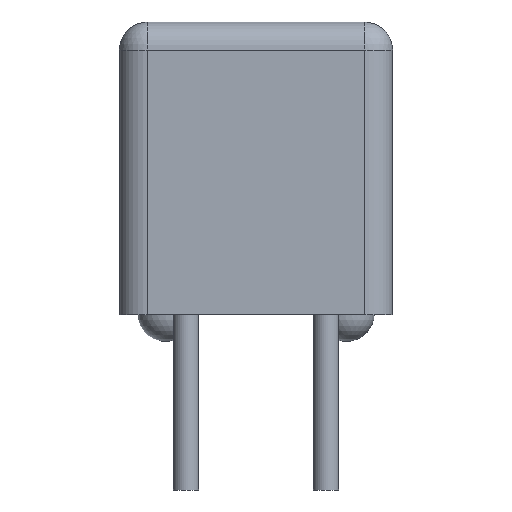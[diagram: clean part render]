
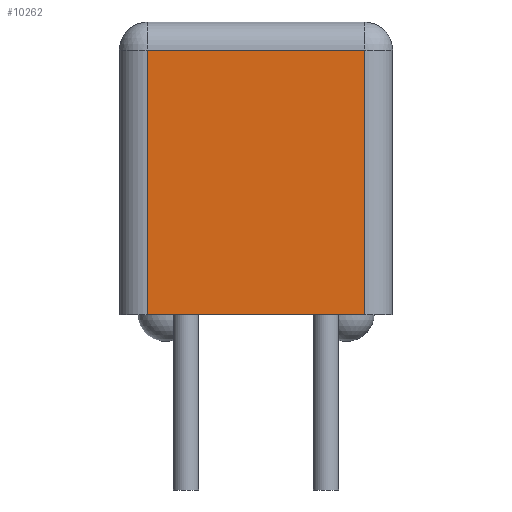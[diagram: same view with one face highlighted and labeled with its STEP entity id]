
A CAD part, left-side view. The second image highlights one B-rep face of the part: STEP entity #10262.
In plain terms, the highlighted planar face has unit normal (-1, 0, 0).
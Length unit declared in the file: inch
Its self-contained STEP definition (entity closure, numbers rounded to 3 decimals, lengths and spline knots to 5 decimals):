
#9991=CARTESIAN_POINT('',(-0.395,0.0775,0.0845));
#9992=VERTEX_POINT('',#9991);
#10022=CARTESIAN_POINT('',(-0.395,-0.0775,0.0845));
#10023=VERTEX_POINT('',#10022);
#10055=CARTESIAN_POINT('',(-0.395,-0.0775,-0.1045));
#10056=VERTEX_POINT('',#10055);
#10073=CARTESIAN_POINT('',(-0.395,-0.0775,0.0845));
#10074=DIRECTION('',(0.0,0.0,-1.0));
#10075=VECTOR('',#10074,0.189);
#10076=LINE('',#10073,#10075);
#10077=EDGE_CURVE('',#10023,#10056,#10076,.T.);
#10090=CARTESIAN_POINT('',(-0.395,0.0775,0.0845));
#10091=DIRECTION('',(0.0,-1.0,0.0));
#10092=VECTOR('',#10091,0.155);
#10093=LINE('',#10090,#10092);
#10094=EDGE_CURVE('',#9992,#10023,#10093,.T.);
#10140=CARTESIAN_POINT('',(-0.395,0.0775,-0.1045));
#10141=VERTEX_POINT('',#10140);
#10149=CARTESIAN_POINT('',(-0.395,0.0775,-0.1045));
#10150=DIRECTION('',(0.0,0.0,1.0));
#10151=VECTOR('',#10150,0.189);
#10152=LINE('',#10149,#10151);
#10153=EDGE_CURVE('',#10141,#9992,#10152,.T.);
#10246=CARTESIAN_POINT('',(-0.395,0.0,0.1045));
#10247=DIRECTION('',(-1.0,0.0,0.0));
#10248=DIRECTION('',(0.0,0.0,1.0));
#10249=AXIS2_PLACEMENT_3D('',#10246,#10247,#10248);
#10250=PLANE('',#10249);
#10251=ORIENTED_EDGE('',*,*,#10077,.F.);
#10252=ORIENTED_EDGE('',*,*,#10094,.F.);
#10253=ORIENTED_EDGE('',*,*,#10153,.F.);
#10254=CARTESIAN_POINT('',(-0.395,0.0775,-0.1045));
#10255=DIRECTION('',(0.0,-1.0,0.0));
#10256=VECTOR('',#10255,0.155);
#10257=LINE('',#10254,#10256);
#10258=EDGE_CURVE('',#10141,#10056,#10257,.T.);
#10259=ORIENTED_EDGE('',*,*,#10258,.T.);
#10260=EDGE_LOOP('',(#10251,#10252,#10253,#10259));
#10261=FACE_OUTER_BOUND('',#10260,.T.);
#10262=ADVANCED_FACE('',(#10261),#10250,.T.);
